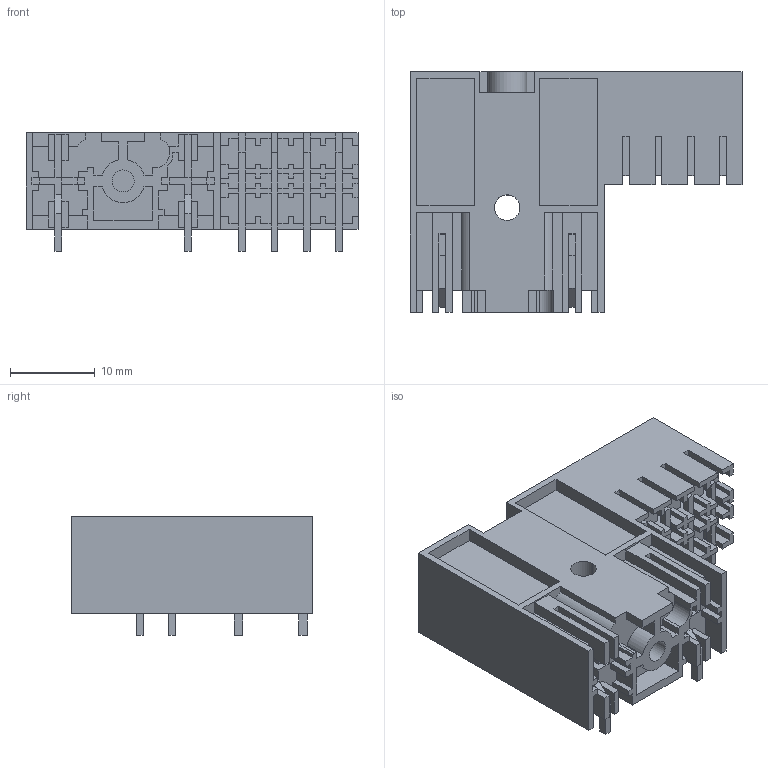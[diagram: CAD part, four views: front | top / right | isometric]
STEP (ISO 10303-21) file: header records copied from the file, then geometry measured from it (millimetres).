
FILE_DESCRIPTION(('CATIA V5 STEP Exchange','CAx-IF Rec.Pracs.--- Model Styling and Organization---1.5--- 2016-08-15','CAx-IF Rec.Pracs.---Supplemental Geometry---1.0---2011-11-01','CAx-IF Rec.Pracs.--- Composite Materials ---1.1---2010-07-15'),'2;1');
FILE_NAME ('343667-1_2', '2024-10-16T12:46:36+00:00', ('none'), ('Weidmueller'), 'CATIA Version 5-6 Release 2022 SP4 HF5', 'CATIA V5 STEP AP214 v3', 'none');
FILE_SCHEMA(('AUTOMOTIVE_DESIGN { 1 0 10303 214 1 1 1 1 }'));
Length unit declared in the file: millimetre
Products named in the file (1): 2529560000
Bounding box: 39.07 x 28.3 x 14 mm (x, y, z)
Volume: 5610.5 mm3; surface area: 7629 mm2
Topology: 1 solids, 1 shells, 695 faces, 2063 edges, 1370 vertices
Faces by surface type: plane 650, cylinder 29, cone 16
Entity records: 21694 total; most frequent: ORIENTED_EDGE 4126, CARTESIAN_POINT 3927, DIRECTION 2713, EDGE_CURVE 2063, VECTOR 1962, LINE 1962, VERTEX_POINT 1370, EDGE_LOOP 733
